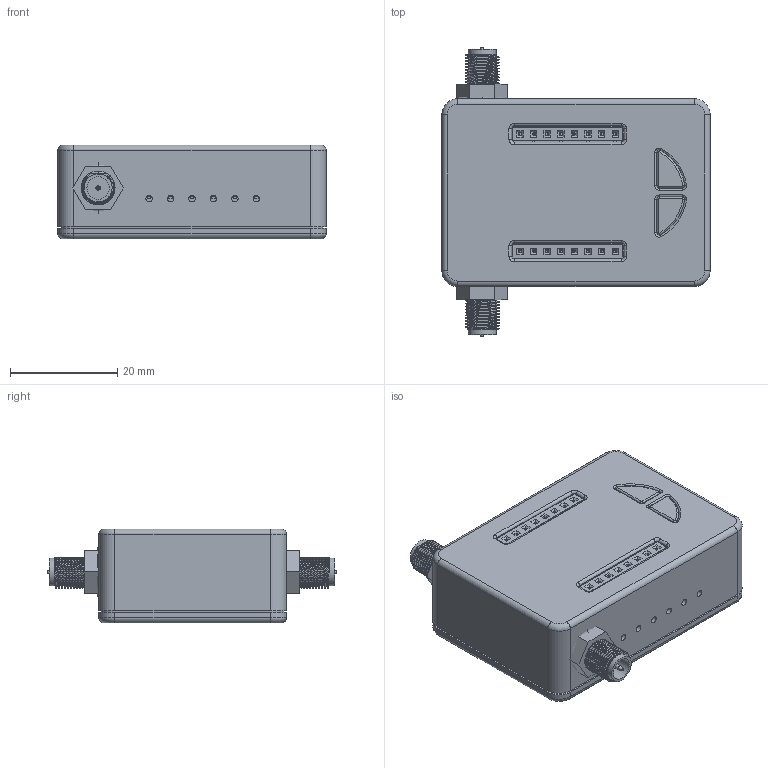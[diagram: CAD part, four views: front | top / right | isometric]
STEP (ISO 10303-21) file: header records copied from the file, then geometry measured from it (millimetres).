
FILE_DESCRIPTION(/* description */ (''),/* implementation_level */ '2;1');
FILE_NAME(/* name */ '20200617-BeagleConnect_B_v2.0.stp',/* time_stamp */ '2020-06-17T11:21:23+08:00',/* author */ (''),/* organization */ (''),/* preprocessor_version */ 'ST-DEVELOPER v16.7',/* originating_system */ 'SIEMENS PLM Software NX 12.0',/* authorisation */ '');
FILE_SCHEMA (('AP203_CONFIGURATION_CONTROLLED_3D_DESIGN_OF_MECHANICAL_PARTS_AND_ASSEMBLIES_MIM_LF { 1 0 10303 403 2 1 2}'));
Length unit declared in the file: millimetre
Products named in the file (13): Type C; SOLID52799; COMPOUND; SOLID70499; SOLID10887; COMPOUND183104; 按键1; 硅胶塞; 天线通螺母接头; 上壳; 下壳; PCBA V1.0; BeagleConnect_B_0221201609_step
Assembly tree (23 placements, depth 3):
  BeagleConnect_B_0221201609_step
    下壳
    PCBA V1.0
      COMPOUND183104
      SOLID10887  x6
      SOLID70499  x4
      COMPOUND  x2
      SOLID52799
      Type C
    上壳
    天线通螺母接头  x2
    硅胶塞  x2
    按键1
Bounding box: 50 x 53.73 x 17.5 mm (x, y, z)
Volume: 14643.3 mm3; surface area: 20516.1 mm2
Topology: 37 solids, 37 shells, 2340 faces, 5985 edges, 3854 vertices
Faces by surface type: plane 1796, cylinder 471, torus 43, bspline 14, extrusion 6, cone 6, sphere 4
Full cylindrical faces by diameter (mm): 0.4 x24, 0.84 x2, 1.2 x6, 2.2 x3, 4.2 x2, 5.2 x40
Entity records: 41191 total; most frequent: CARTESIAN_POINT 12533, ORIENTED_EDGE 4914, DIRECTION 4845, EDGE_CURVE 2457, VECTOR 1813, LINE 1810, VERTEX_POINT 1589, AXIS2_PLACEMENT_3D 1516
